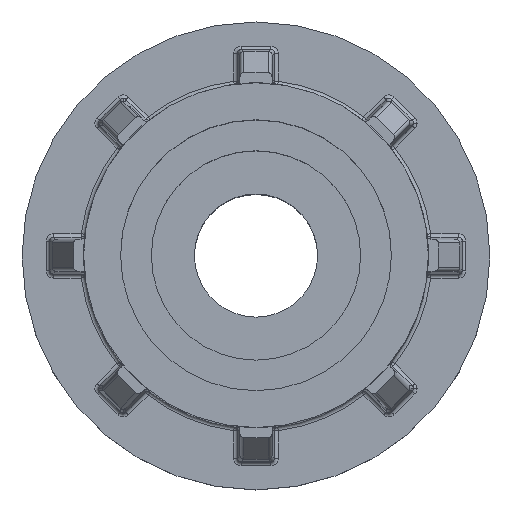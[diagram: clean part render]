
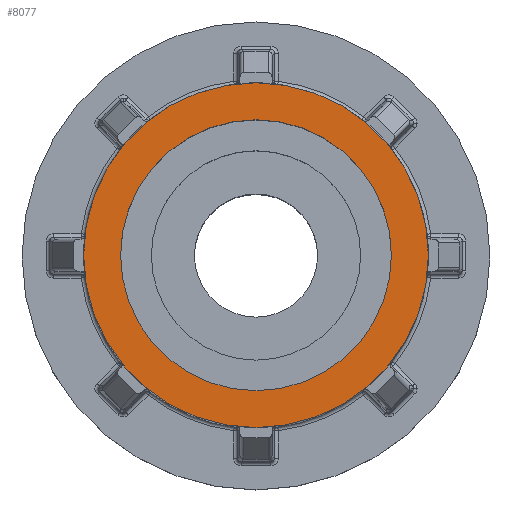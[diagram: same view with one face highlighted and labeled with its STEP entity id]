
A CAD part, top view. The second image highlights one B-rep face of the part: STEP entity #8077.
In plain terms, the highlighted planar face has unit normal (0, 0, 1).
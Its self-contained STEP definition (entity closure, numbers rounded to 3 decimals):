
#360 = ORIENTED_EDGE ( 'NONE', *, *, #7225, .F. ) ;
#397 = ORIENTED_EDGE ( 'NONE', *, *, #993, .F. ) ;
#585 = CARTESIAN_POINT ( 'NONE',  ( 11., 0., 43. ) ) ;
#615 = VERTEX_POINT ( 'NONE', #3384 ) ;
#890 = ORIENTED_EDGE ( 'NONE', *, *, #9261, .T. ) ;
#955 = ORIENTED_EDGE ( 'NONE', *, *, #1227, .T. ) ;
#993 = EDGE_CURVE ( 'NONE', #2619, #2715, #7250, .T. ) ;
#1163 = CARTESIAN_POINT ( 'NONE',  ( 0., 0., 43. ) ) ;
#1174 = DIRECTION ( 'NONE',  ( 0., 0., 1. ) ) ;
#1227 = EDGE_CURVE ( 'NONE', #2827, #615, #5926, .T. ) ;
#1448 = EDGE_LOOP ( 'NONE', ( #890, #955 ) ) ;
#2223 = CARTESIAN_POINT ( 'NONE',  ( 0., 0., 43. ) ) ;
#2619 = VERTEX_POINT ( 'NONE', #4243 ) ;
#2715 = VERTEX_POINT ( 'NONE', #585 ) ;
#2827 = VERTEX_POINT ( 'NONE', #3052 ) ;
#2899 = CARTESIAN_POINT ( 'NONE',  ( 0., 0., 43. ) ) ;
#3019 = DIRECTION ( 'NONE',  ( 1., 0., 0. ) ) ;
#3052 = CARTESIAN_POINT ( 'NONE',  ( 14., 0., 43. ) ) ;
#3097 = DIRECTION ( 'NONE',  ( 0., 0., 1. ) ) ;
#3235 = AXIS2_PLACEMENT_3D ( 'NONE', #2223, #7255, #3019 ) ;
#3321 = EDGE_LOOP ( 'NONE', ( #360, #397 ) ) ;
#3358 = FACE_BOUND ( 'NONE', #3321, .T. ) ;
#3384 = CARTESIAN_POINT ( 'NONE',  ( -14., 0., 43. ) ) ;
#3640 = DIRECTION ( 'NONE',  ( 1., 0., 0. ) ) ;
#4221 = DIRECTION ( 'NONE',  ( 0., 0., 1. ) ) ;
#4243 = CARTESIAN_POINT ( 'NONE',  ( -11., 0., 43. ) ) ;
#4623 = AXIS2_PLACEMENT_3D ( 'NONE', #1163, #4221, #9166 ) ;
#4915 = AXIS2_PLACEMENT_3D ( 'NONE', #7317, #3097, #8032 ) ;
#5036 = AXIS2_PLACEMENT_3D ( 'NONE', #5653, #1174, #6351 ) ;
#5653 = CARTESIAN_POINT ( 'NONE',  ( 0., 0., 43. ) ) ;
#5926 = CIRCLE ( 'NONE', #4915, 14. ) ;
#6351 = DIRECTION ( 'NONE',  ( 1., 0., 0. ) ) ;
#6583 = AXIS2_PLACEMENT_3D ( 'NONE', #2899, #7859, #3640 ) ;
#6860 = CIRCLE ( 'NONE', #3235, 14. ) ;
#6878 = FACE_OUTER_BOUND ( 'NONE', #1448, .T. ) ;
#6899 = CIRCLE ( 'NONE', #6583, 11. ) ;
#7225 = EDGE_CURVE ( 'NONE', #2715, #2619, #6899, .T. ) ;
#7250 = CIRCLE ( 'NONE', #5036, 11. ) ;
#7255 = DIRECTION ( 'NONE',  ( 0., 0., 1. ) ) ;
#7317 = CARTESIAN_POINT ( 'NONE',  ( 0., 0., 43. ) ) ;
#7859 = DIRECTION ( 'NONE',  ( 0., 0., 1. ) ) ;
#8032 = DIRECTION ( 'NONE',  ( 1., 0., 0. ) ) ;
#8077 = ADVANCED_FACE ( 'NONE', ( #3358, #6878 ), #8464, .T. ) ;
#8464 = PLANE ( 'NONE',  #4623 ) ;
#9166 = DIRECTION ( 'NONE',  ( 1., 0., 0. ) ) ;
#9261 = EDGE_CURVE ( 'NONE', #615, #2827, #6860, .T. ) ;
